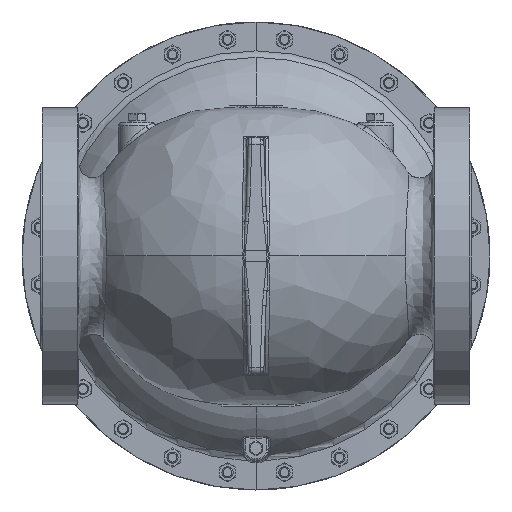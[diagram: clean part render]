
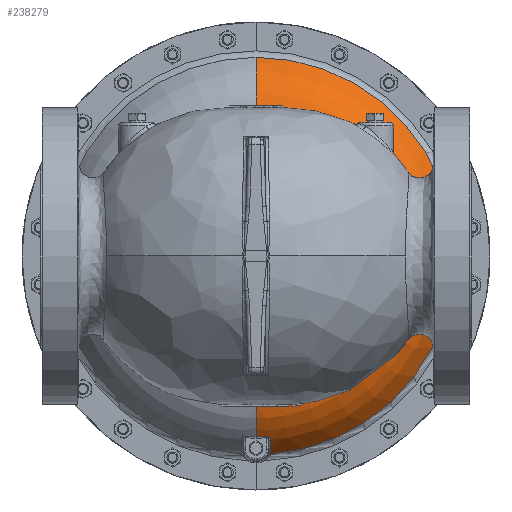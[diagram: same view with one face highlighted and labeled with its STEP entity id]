
A CAD part, front view. The second image highlights one B-rep face of the part: STEP entity #238279.
In plain terms, the highlighted toroidal (fillet/blend) face has major radius 106.491 mm and minor radius 71.438 mm.
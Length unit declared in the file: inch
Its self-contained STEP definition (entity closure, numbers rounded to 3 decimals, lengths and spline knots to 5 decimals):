
#3661 = CARTESIAN_POINT ( 'NONE',  ( 0.40488, 9.64585, -6.0826 ) ) ;
#4262 = CIRCLE ( 'NONE', #138164, 6.08697 ) ;
#6209 = CARTESIAN_POINT ( 'NONE',  ( 0.4918, 10.17823, -6.52973 ) ) ;
#7362 = AXIS2_PLACEMENT_3D ( 'NONE', #231600, #110996, #251844 ) ;
#19748 = DIRECTION ( 'NONE',  ( 1., 0., 0. ) ) ;
#23891 = CARTESIAN_POINT ( 'NONE',  ( 0.42808, 9.65789, -6.09407 ) ) ;
#24697 = CARTESIAN_POINT ( 'NONE',  ( 0., 11.71634, 0. ) ) ;
#26404 = CARTESIAN_POINT ( 'NONE',  ( 0.46351, 10.354, -6.63789 ) ) ;
#30338 = VERTEX_POINT ( 'NONE', #162225 ) ;
#33856 = CARTESIAN_POINT ( 'NONE',  ( 0., 8.9572, 4.73785 ) ) ;
#35747 = ORIENTED_EDGE ( 'NONE', *, *, #44652, .F. ) ;
#35911 = EDGE_CURVE ( 'NONE', #196047, #30338, #94534, .T. ) ;
#38996 = ORIENTED_EDGE ( 'NONE', *, *, #248338, .T. ) ;
#42407 = DIRECTION ( 'NONE',  ( -1., 0., 0. ) ) ;
#44071 = CARTESIAN_POINT ( 'NONE',  ( 0.44687, 9.67311, -6.10898 ) ) ;
#44075 = CARTESIAN_POINT ( 'NONE',  ( 0., 10.41399, 6.68537 ) ) ;
#44652 = EDGE_CURVE ( 'NONE', #90703, #206653, #161966, .T. ) ;
#49427 = CARTESIAN_POINT ( 'NONE',  ( 0., 8.9572, -4.73785 ) ) ;
#54556 = CARTESIAN_POINT ( 'NONE',  ( 0., 10.41399, 0. ) ) ;
#64255 = CARTESIAN_POINT ( 'NONE',  ( 0.46954, 9.70251, -6.13806 ) ) ;
#67544 = ORIENTED_EDGE ( 'NONE', *, *, #126809, .F. ) ;
#69403 = CARTESIAN_POINT ( 'NONE',  ( 0.48296, 9.75555, -6.19006 ) ) ;
#73293 = B_SPLINE_CURVE_WITH_KNOTS ( 'NONE', 3,
 ( #83628, #243837, #244722, #124065, #3661, #144394, #23891, #164681, #44071, #184852, #64255, #205088, #84511, #225319 ),
 .UNSPECIFIED., .F., .F.,
 ( 4, 2, 2, 2, 2, 2, 4 ),
 ( 0., 0.00072, 0.00144, 0.00216, 0.00288, 0.00431, 0.00575 ),
 .UNSPECIFIED. ) ;
#74775 = DIRECTION ( 'NONE',  ( 0., 0., 1. ) ) ;
#77116 = CIRCLE ( 'NONE', #7362, 4.73785 ) ;
#77850 = DIRECTION ( 'NONE',  ( 0., -1., 0. ) ) ;
#80816 = CARTESIAN_POINT ( 'NONE',  ( 0.48296, 9.75555, -6.19006 ) ) ;
#83628 = CARTESIAN_POINT ( 'NONE',  ( 0.35904, 9.63753, -6.07637 ) ) ;
#84125 = CARTESIAN_POINT ( 'NONE',  ( 0.48988, 9.95651, -6.36868 ) ) ;
#84511 = CARTESIAN_POINT ( 'NONE',  ( 0.48249, 9.74192, -6.1768 ) ) ;
#86156 = CARTESIAN_POINT ( 'NONE',  ( 0.49556, 10.12071, -6.4908 ) ) ;
#90703 = VERTEX_POINT ( 'NONE', #230060 ) ;
#93023 = CARTESIAN_POINT ( 'NONE',  ( 0.49359, 10.06388, -6.44957 ) ) ;
#93254 = ORIENTED_EDGE ( 'NONE', *, *, #177568, .T. ) ;
#94534 = B_SPLINE_CURVE_WITH_KNOTS ( 'NONE', 3,
 ( #69403, #114706, #138493, #84125, #204207, #93023 ),
 .UNSPECIFIED., .F., .F.,
 ( 4, 2, 4 ),
 ( 0., 0.00513, 0.01025 ),
 .UNSPECIFIED. ) ;
#100545 = AXIS2_PLACEMENT_3D ( 'NONE', #54556, #195367, #74775 ) ;
#103747 = DIRECTION ( 'NONE',  ( 0., 0., -1. ) ) ;
#103924 = AXIS2_PLACEMENT_3D ( 'NONE', #236928, #77850, #130495 ) ;
#106718 = ORIENTED_EDGE ( 'NONE', *, *, #35911, .T. ) ;
#106948 = ORIENTED_EDGE ( 'NONE', *, *, #247358, .T. ) ;
#107597 = EDGE_CURVE ( 'NONE', #108957, #188345, #177952, .T. ) ;
#108906 = DIRECTION ( 'NONE',  ( 0., -1., 0. ) ) ;
#108957 = VERTEX_POINT ( 'NONE', #144809 ) ;
#110996 = DIRECTION ( 'NONE',  ( 0., -1., 0. ) ) ;
#114706 = CARTESIAN_POINT ( 'NONE',  ( 0.48461, 9.80377, -6.23697 ) ) ;
#114935 = CARTESIAN_POINT ( 'NONE',  ( 0.35904, 9.63753, -6.07637 ) ) ;
#116285 = VERTEX_POINT ( 'NONE', #114935 ) ;
#119091 = EDGE_CURVE ( 'NONE', #30338, #222043, #181372, .T. ) ;
#124065 = CARTESIAN_POINT ( 'NONE',  ( 0.39625, 9.64279, -6.07983 ) ) ;
#124928 = CARTESIAN_POINT ( 'NONE',  ( 0.44754, 10.41399, -6.67037 ) ) ;
#126809 = EDGE_CURVE ( 'NONE', #188345, #90703, #77116, .T. ) ;
#130495 = DIRECTION ( 'NONE',  ( 0., 0., -1. ) ) ;
#130843 = ORIENTED_EDGE ( 'NONE', *, *, #107597, .F. ) ;
#138164 = AXIS2_PLACEMENT_3D ( 'NONE', #229496, #108906, #249768 ) ;
#138493 = CARTESIAN_POINT ( 'NONE',  ( 0.48633, 9.85368, -6.28214 ) ) ;
#140251 = AXIS2_PLACEMENT_3D ( 'NONE', #24697, #165492, #103747 ) ;
#140255 = CARTESIAN_POINT ( 'NONE',  ( 0., 11.71634, 4.19257 ) ) ;
#144394 = CARTESIAN_POINT ( 'NONE',  ( 0.42081, 9.6534, -6.08973 ) ) ;
#144809 = CARTESIAN_POINT ( 'NONE',  ( 0., 9.63753, -6.08697 ) ) ;
#146911 = CARTESIAN_POINT ( 'NONE',  ( 0.47579, 10.29488, -6.60328 ) ) ;
#148106 = TOROIDAL_SURFACE ( 'NONE', #140251, 4.19257, 2.8125 ) ;
#160516 = DIRECTION ( 'NONE',  ( 0., 0., -1. ) ) ;
#161966 = CIRCLE ( 'NONE', #103924, 4.73785 ) ;
#162225 = CARTESIAN_POINT ( 'NONE',  ( 0.49359, 10.06388, -6.44957 ) ) ;
#163008 = CARTESIAN_POINT ( 'NONE',  ( 0., 11.71634, -4.19257 ) ) ;
#164681 = CARTESIAN_POINT ( 'NONE',  ( 0.44104, 9.66769, -6.10364 ) ) ;
#165492 = DIRECTION ( 'NONE',  ( 0., -1., 0. ) ) ;
#167210 = CARTESIAN_POINT ( 'NONE',  ( 0.44754, 10.41399, -6.67037 ) ) ;
#176138 = AXIS2_PLACEMENT_3D ( 'NONE', #163008, #42407, #183150 ) ;
#177568 = EDGE_CURVE ( 'NONE', #108957, #116285, #4262, .T. ) ;
#177952 = CIRCLE ( 'NONE', #176138, 2.8125 ) ;
#181372 = B_SPLINE_CURVE_WITH_KNOTS ( 'NONE', 3,
 ( #226996, #86156, #6209, #146911, #26404, #167210 ),
 .UNSPECIFIED., .F., .F.,
 ( 4, 2, 4 ),
 ( 0., 0.00529, 0.01058 ),
 .UNSPECIFIED. ) ;
#183150 = DIRECTION ( 'NONE',  ( 0., 0., 1. ) ) ;
#184852 = CARTESIAN_POINT ( 'NONE',  ( 0.46216, 9.69016, -6.12582 ) ) ;
#188345 = VERTEX_POINT ( 'NONE', #49427 ) ;
#189281 = CIRCLE ( 'NONE', #100545, 6.68537 ) ;
#190098 = AXIS2_PLACEMENT_3D ( 'NONE', #140255, #19748, #160516 ) ;
#192237 = CIRCLE ( 'NONE', #190098, 2.8125 ) ;
#195312 = ORIENTED_EDGE ( 'NONE', *, *, #119091, .T. ) ;
#195367 = DIRECTION ( 'NONE',  ( 0., -1., 0. ) ) ;
#196047 = VERTEX_POINT ( 'NONE', #80816 ) ;
#204207 = CARTESIAN_POINT ( 'NONE',  ( 0.49171, 10.00944, -6.41007 ) ) ;
#205088 = CARTESIAN_POINT ( 'NONE',  ( 0.47978, 9.72858, -6.16374 ) ) ;
#206653 = VERTEX_POINT ( 'NONE', #33856 ) ;
#217197 = EDGE_CURVE ( 'NONE', #116285, #196047, #73293, .T. ) ;
#220157 = ORIENTED_EDGE ( 'NONE', *, *, #217197, .T. ) ;
#222043 = VERTEX_POINT ( 'NONE', #124928 ) ;
#225319 = CARTESIAN_POINT ( 'NONE',  ( 0.48296, 9.75555, -6.19006 ) ) ;
#226996 = CARTESIAN_POINT ( 'NONE',  ( 0.49359, 10.06388, -6.44957 ) ) ;
#229496 = CARTESIAN_POINT ( 'NONE',  ( 0., 9.63753, 0. ) ) ;
#230060 = CARTESIAN_POINT ( 'NONE',  ( 4.73785, 8.9572, 0. ) ) ;
#231600 = CARTESIAN_POINT ( 'NONE',  ( 0., 8.9572, 0. ) ) ;
#236174 = FACE_OUTER_BOUND ( 'NONE', #243881, .T. ) ;
#236928 = CARTESIAN_POINT ( 'NONE',  ( 0., 8.9572, 0. ) ) ;
#238279 = ADVANCED_FACE ( 'NONE', ( #236174 ), #148106, .T. ) ;
#243837 = CARTESIAN_POINT ( 'NONE',  ( 0.36861, 9.63753, -6.0758 ) ) ;
#243881 = EDGE_LOOP ( 'NONE', ( #106948, #38996, #35747, #67544, #130843, #93254, #220157, #106718, #195312 ) ) ;
#244722 = CARTESIAN_POINT ( 'NONE',  ( 0.37797, 9.63861, -6.07641 ) ) ;
#247358 = EDGE_CURVE ( 'NONE', #222043, #257925, #189281, .T. ) ;
#248338 = EDGE_CURVE ( 'NONE', #257925, #206653, #192237, .T. ) ;
#249768 = DIRECTION ( 'NONE',  ( 0., 0., 1. ) ) ;
#251844 = DIRECTION ( 'NONE',  ( 0., 0., -1. ) ) ;
#257925 = VERTEX_POINT ( 'NONE', #44075 ) ;
